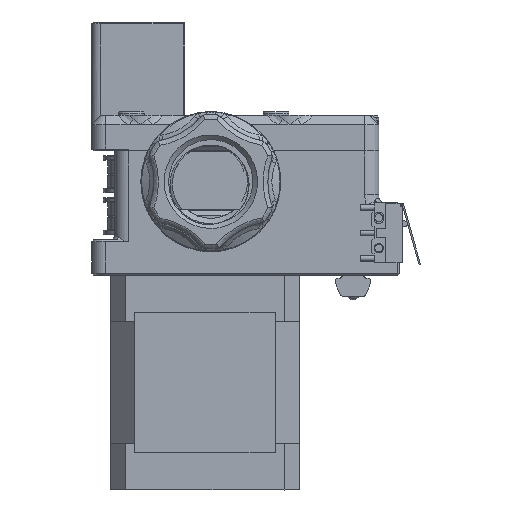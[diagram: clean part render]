
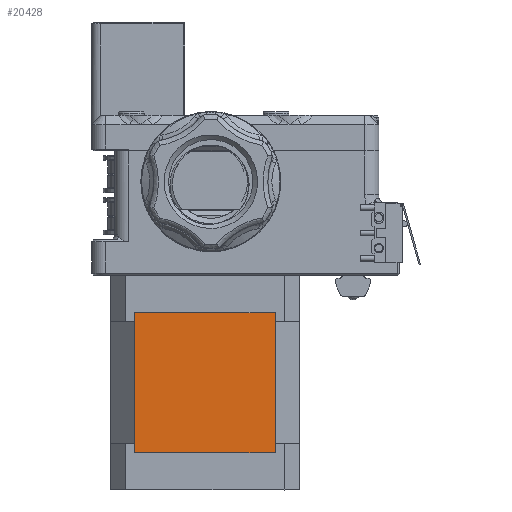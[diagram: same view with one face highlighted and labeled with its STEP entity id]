
A CAD part, left-side view. The second image highlights one B-rep face of the part: STEP entity #20428.
In plain terms, the highlighted planar face has unit normal (-1, 0, 0).
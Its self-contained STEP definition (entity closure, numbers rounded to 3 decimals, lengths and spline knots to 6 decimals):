
#4554=ORIENTED_EDGE('',*,*,#9450,.F.);
#4555=ORIENTED_EDGE('',*,*,#9490,.F.);
#4556=ORIENTED_EDGE('',*,*,#9443,.F.);
#4557=ORIENTED_EDGE('',*,*,#9448,.F.);
#9443=EDGE_CURVE('',#12074,#12075,#13963,.T.);
#9448=EDGE_CURVE('',#12078,#12074,#13968,.T.);
#9450=EDGE_CURVE('',#12080,#12078,#13970,.T.);
#9490=EDGE_CURVE('',#12075,#12080,#14010,.T.);
#12074=VERTEX_POINT('',#31400);
#12075=VERTEX_POINT('',#31402);
#12078=VERTEX_POINT('',#31410);
#12080=VERTEX_POINT('',#31415);
#13963=LINE('',#31401,#15390);
#13968=LINE('',#31411,#15395);
#13970=LINE('',#31416,#15397);
#14010=LINE('',#31499,#15437);
#15390=VECTOR('',#25911,1.);
#15395=VECTOR('',#25918,1.);
#15397=VECTOR('',#25922,1.);
#15437=VECTOR('',#25998,1.);
#16845=EDGE_LOOP('',(#4554,#4555,#4556,#4557));
#18440=FACE_BOUND('',#16845,.T.);
#19680=PLANE('',#22588);
#20428=ADVANCED_FACE('',(#18440),#19680,.F.);
#22588=AXIS2_PLACEMENT_3D('',#31498,#25996,#25997);
#25911=DIRECTION('',(0.,0.,-1.));
#25918=DIRECTION('',(0.,-1.,0.));
#25922=DIRECTION('',(0.,0.,1.));
#25996=DIRECTION('',(1.,0.,0.));
#25997=DIRECTION('',(0.,0.,1.));
#25998=DIRECTION('',(0.,1.,0.));
#31400=CARTESIAN_POINT('',(-0.02093,-0.015,0.038));
#31401=CARTESIAN_POINT('',(-0.02093,-0.015,0.038));
#31402=CARTESIAN_POINT('',(-0.02093,-0.015,0.008));
#31410=CARTESIAN_POINT('',(-0.02093,0.015,0.038));
#31411=CARTESIAN_POINT('',(-0.02093,0.015,0.038));
#31415=CARTESIAN_POINT('',(-0.02093,0.015,0.008));
#31416=CARTESIAN_POINT('',(-0.02093,0.015,0.008));
#31498=CARTESIAN_POINT('',(-0.02093,0.,0.023));
#31499=CARTESIAN_POINT('',(-0.02093,-0.015,0.008));
